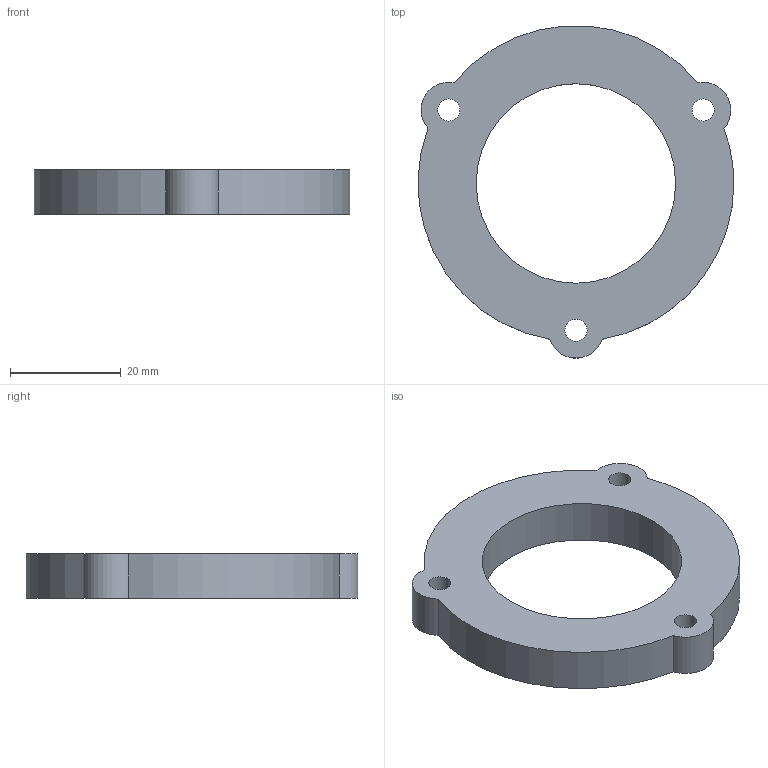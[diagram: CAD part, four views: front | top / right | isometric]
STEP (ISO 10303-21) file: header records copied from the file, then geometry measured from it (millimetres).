
FILE_DESCRIPTION (( 'STEP AP203' ), '1' );
FILE_NAME ('Base plate ¢ô.STE', '2024-05-08T23:50:45', ( '' ), ( '' ), 'SwSTEP 2.0', 'SolidWorks 2024', '' );
FILE_SCHEMA (( 'CONFIG_CONTROL_DESIGN' ));
Length unit declared in the file: millimetre
Products named in the file (1): Base plate Ⅳ
Bounding box: 56.98 x 59.89 x 8 mm (x, y, z)
Volume: 12266.3 mm3; surface area: 5908.6 mm2
Topology: 1 solids, 1 shells, 39 faces, 102 edges, 68 vertices
Faces by surface type: plane 23, cylinder 16
Entity records: 1301 total; most frequent: DIRECTION 214, CARTESIAN_POINT 210, ORIENTED_EDGE 204, EDGE_CURVE 102, AXIS2_PLACEMENT_3D 72, LINE 70, VECTOR 70, VERTEX_POINT 68
